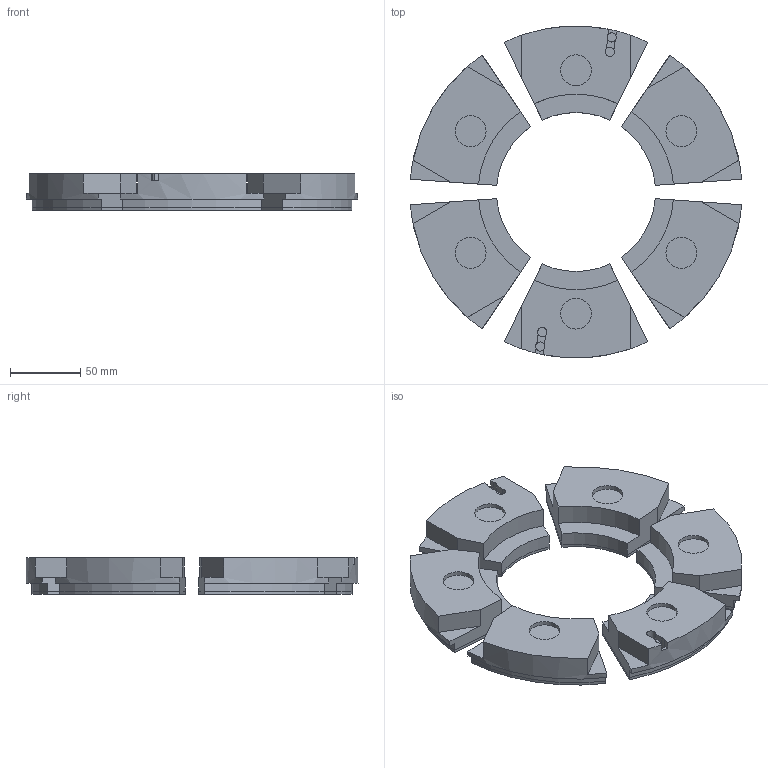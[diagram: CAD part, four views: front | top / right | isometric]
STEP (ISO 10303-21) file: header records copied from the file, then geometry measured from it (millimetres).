
FILE_DESCRIPTION(/* description */ (''),/* implementation_level */ '2;1');
FILE_NAME(/* name */ 'NEW ACTIVE THURST PAD AS PER SCANNED DATA.stp',/* time_stamp */ '2023-12-07T10:53:13+05:00',/* author */ (''),/* organization */ (''),/* preprocessor_version */ 'ST-DEVELOPER v16.7',/* originating_system */ 'SIEMENS PLM Software NX 12.0',/* authorisation */ '');
FILE_SCHEMA (('AUTOMOTIVE_DESIGN { 1 0 10303 214 3 1 1 1 }'));
Length unit declared in the file: millimetre
Products named in the file (1): NEW ACTIVE THURST PAD AS PER SCANNED DATA
Bounding box: 235.31 x 236 x 26.1 mm (x, y, z)
Volume: 675703.3 mm3; surface area: 155382.3 mm2
Topology: 12 solids, 12 shells, 152 faces, 366 edges, 244 vertices
Faces by surface type: plane 106, cylinder 46
Full cylindrical faces by diameter (mm): 6.5 x4, 22 x6
Entity records: 4440 total; most frequent: DIRECTION 774, CARTESIAN_POINT 745, ORIENTED_EDGE 704, EDGE_CURVE 352, AXIS2_PLACEMENT_3D 269, VERTEX_POINT 240, LINE 236, VECTOR 236
